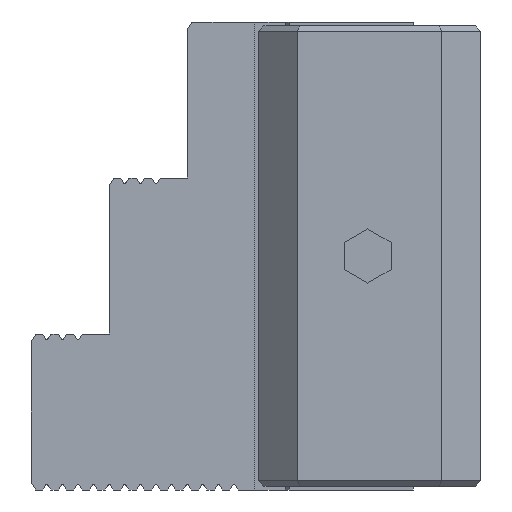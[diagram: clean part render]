
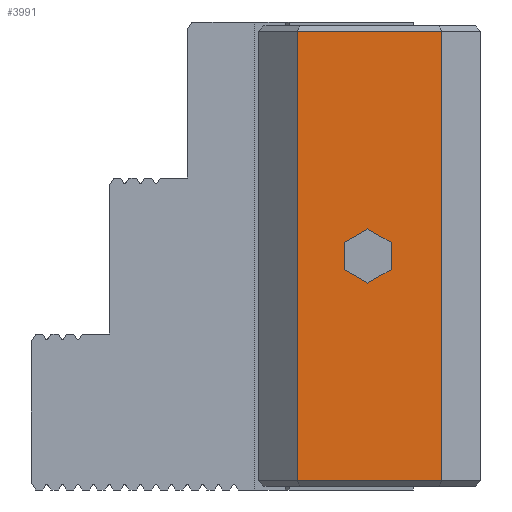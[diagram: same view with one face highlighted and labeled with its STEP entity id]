
A CAD part, left-side view. The second image highlights one B-rep face of the part: STEP entity #3991.
In plain terms, the highlighted planar face has unit normal (-1, 0, 0).
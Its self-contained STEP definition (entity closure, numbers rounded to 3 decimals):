
#22=FACE_BOUND('',#482,.T.);
#108=PLANE('',#4220);
#279=FACE_OUTER_BOUND('',#481,.T.);
#481=EDGE_LOOP('',(#2988,#2989,#2990,#2991));
#482=EDGE_LOOP('',(#2992,#2993,#2994,#2995,#2996,#2997));
#613=LINE('',#5426,#1113);
#616=LINE('',#5432,#1116);
#619=LINE('',#5438,#1119);
#622=LINE('',#5444,#1122);
#625=LINE('',#5450,#1125);
#628=LINE('',#5454,#1128);
#798=LINE('',#5797,#1298);
#825=LINE('',#5850,#1325);
#832=LINE('',#5862,#1332);
#833=LINE('',#5864,#1333);
#1113=VECTOR('',#4418,10.);
#1116=VECTOR('',#4423,10.);
#1119=VECTOR('',#4428,10.);
#1122=VECTOR('',#4433,10.);
#1125=VECTOR('',#4438,10.);
#1128=VECTOR('',#4443,10.);
#1298=VECTOR('',#4733,10.);
#1325=VECTOR('',#4776,10.);
#1332=VECTOR('',#4791,10.);
#1333=VECTOR('',#4794,10.);
#1673=VERTEX_POINT('',#5423);
#1674=VERTEX_POINT('',#5425);
#1676=VERTEX_POINT('',#5431);
#1678=VERTEX_POINT('',#5437);
#1680=VERTEX_POINT('',#5443);
#1682=VERTEX_POINT('',#5449);
#1793=VERTEX_POINT('',#5789);
#1795=VERTEX_POINT('',#5795);
#1811=VERTEX_POINT('',#5842);
#1813=VERTEX_POINT('',#5848);
#2037=EDGE_CURVE('',#1674,#1673,#613,.T.);
#2040=EDGE_CURVE('',#1676,#1674,#616,.T.);
#2043=EDGE_CURVE('',#1678,#1676,#619,.T.);
#2046=EDGE_CURVE('',#1680,#1678,#622,.T.);
#2049=EDGE_CURVE('',#1682,#1680,#625,.T.);
#2052=EDGE_CURVE('',#1673,#1682,#628,.T.);
#2222=EDGE_CURVE('',#1795,#1793,#798,.T.);
#2249=EDGE_CURVE('',#1813,#1811,#825,.T.);
#2256=EDGE_CURVE('',#1795,#1811,#832,.T.);
#2257=EDGE_CURVE('',#1793,#1813,#833,.T.);
#2988=ORIENTED_EDGE('',*,*,#2222,.F.);
#2989=ORIENTED_EDGE('',*,*,#2256,.T.);
#2990=ORIENTED_EDGE('',*,*,#2249,.F.);
#2991=ORIENTED_EDGE('',*,*,#2257,.F.);
#2992=ORIENTED_EDGE('',*,*,#2037,.T.);
#2993=ORIENTED_EDGE('',*,*,#2052,.T.);
#2994=ORIENTED_EDGE('',*,*,#2049,.T.);
#2995=ORIENTED_EDGE('',*,*,#2046,.T.);
#2996=ORIENTED_EDGE('',*,*,#2043,.T.);
#2997=ORIENTED_EDGE('',*,*,#2040,.T.);
#3991=ADVANCED_FACE('',(#279,#22),#108,.T.);
#4220=AXIS2_PLACEMENT_3D('',#5863,#4792,#4793);
#4418=DIRECTION('',(0.,-0.866,-0.5));
#4423=DIRECTION('',(0.,-0.866,0.5));
#4428=DIRECTION('',(0.,0.,1.));
#4433=DIRECTION('',(0.,0.866,0.5));
#4438=DIRECTION('',(0.,0.866,-0.5));
#4443=DIRECTION('',(0.,0.,-1.));
#4733=DIRECTION('',(0.,-1.,0.));
#4776=DIRECTION('',(0.,1.,0.));
#4791=DIRECTION('',(0.,0.,-1.));
#4792=DIRECTION('center_axis',(-1.,0.,0.));
#4793=DIRECTION('ref_axis',(0.,0.,
-1.));
#4794=DIRECTION('',(0.,0.,-1.));
#5423=CARTESIAN_POINT('',(-47.,2.859,31.732));
#5425=CARTESIAN_POINT('',(-47.,5.859,33.464));
#5426=CARTESIAN_POINT('',(-47.,2.297,31.407));
#5431=CARTESIAN_POINT('',(-47.,8.859,31.732));
#5432=CARTESIAN_POINT('',(-47.,6.609,33.031));
#5437=CARTESIAN_POINT('',(-47.,8.859,28.268));
#5438=CARTESIAN_POINT('',(-47.,8.859,29.35));
#5443=CARTESIAN_POINT('',(-47.,5.859,26.536));
#5444=CARTESIAN_POINT('',(-47.,6.797,27.077));
#5449=CARTESIAN_POINT('',(-47.,2.859,28.268));
#5450=CARTESIAN_POINT('',(-47.,5.109,26.969));
#5454=CARTESIAN_POINT('',(-47.,2.859,27.618));
#5789=CARTESIAN_POINT('',(-47.,-3.641,58.8));
#5795=CARTESIAN_POINT('',(-47.,14.859,58.8));
#5797=CARTESIAN_POINT('',(-47.,10.503,58.8));
#5842=CARTESIAN_POINT('',(-47.,14.859,1.2));
#5848=CARTESIAN_POINT('',(-47.,-3.641,1.2));
#5850=CARTESIAN_POINT('',(-47.,10.503,1.2));
#5862=CARTESIAN_POINT('',(-47.,14.859,59.5));
#5863=CARTESIAN_POINT('Origin',(-47.,14.859,59.5));
#5864=CARTESIAN_POINT('',(-47.,-3.641,59.5));
